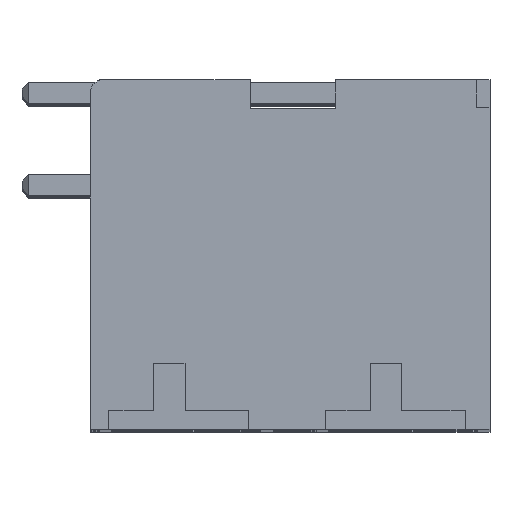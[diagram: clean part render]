
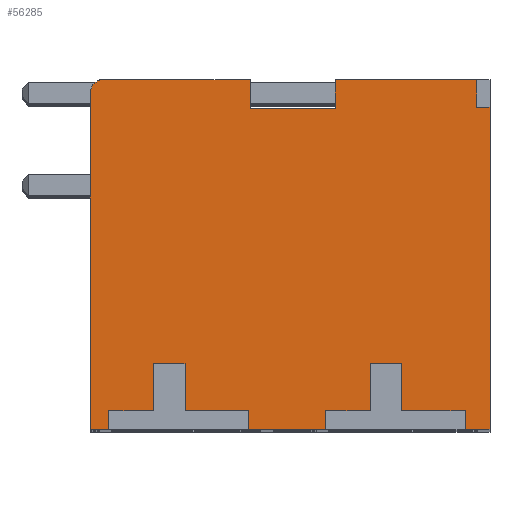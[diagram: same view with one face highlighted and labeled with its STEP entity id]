
A CAD part, top view. The second image highlights one B-rep face of the part: STEP entity #56285.
In plain terms, the highlighted planar face has unit normal (0, 0, 1).
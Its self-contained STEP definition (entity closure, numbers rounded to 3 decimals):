
#14850=DIRECTION('',(-1.,0.,0.));
#14851=VECTOR('',#14850,5.39);
#14852=CARTESIAN_POINT('',(11.703,13.3,33.7));
#14853=LINE('',#14852,#14851);
#15066=DIRECTION('',(0.,-1.,0.));
#15067=VECTOR('',#15066,1.092);
#15068=CARTESIAN_POINT('',(6.313,13.3,33.7));
#15069=LINE('',#15068,#15067);
#15182=DIRECTION('',(0.,1.,0.));
#15183=VECTOR('',#15182,1.092);
#15184=CARTESIAN_POINT('',(3.074,12.208,33.7));
#15185=LINE('',#15184,#15183);
#15734=DIRECTION('',(-1.,0.,0.));
#15735=VECTOR('',#15734,5.716);
#15736=CARTESIAN_POINT('',(3.074,13.3,33.7));
#15737=LINE('',#15736,#15735);
#16170=DIRECTION('',(0.,-1.,0.));
#16171=VECTOR('',#16170,0.02);
#16172=CARTESIAN_POINT('',(-2.641,13.3,33.7));
#16173=LINE('',#16172,#16171);
#19228=DIRECTION('',(-1.,0.,0.));
#19229=VECTOR('',#19228,3.238);
#19230=CARTESIAN_POINT('',(6.313,12.208,33.7));
#19231=LINE('',#19230,#19229);
#19232=DIRECTION('',(0.,1.,0.));
#19233=VECTOR('',#19232,0.7);
#19234=CARTESIAN_POINT('',(11.25,0.,33.7));
#19235=LINE('',#19234,#19233);
#19236=DIRECTION('',(1.,0.,0.));
#19237=VECTOR('',#19236,2.4);
#19238=CARTESIAN_POINT('',(8.85,0.7,33.7));
#19239=LINE('',#19238,#19237);
#19240=DIRECTION('',(0.,-1.,0.));
#19241=VECTOR('',#19240,1.8);
#19242=CARTESIAN_POINT('',(8.85,2.5,33.7));
#19243=LINE('',#19242,#19241);
#19244=DIRECTION('',(1.,0.,0.));
#19245=VECTOR('',#19244,1.2);
#19246=CARTESIAN_POINT('',(7.65,2.5,33.7));
#19247=LINE('',#19246,#19245);
#19248=DIRECTION('',(0.,1.,0.));
#19249=VECTOR('',#19248,1.8);
#19250=CARTESIAN_POINT('',(7.65,0.7,33.7));
#19251=LINE('',#19250,#19249);
#19252=DIRECTION('',(1.,0.,0.));
#19253=VECTOR('',#19252,1.7);
#19254=CARTESIAN_POINT('',(5.95,0.7,33.7));
#19255=LINE('',#19254,#19253);
#19256=DIRECTION('',(0.,1.,0.));
#19257=VECTOR('',#19256,0.7);
#19258=CARTESIAN_POINT('',(5.95,0.,33.7));
#19259=LINE('',#19258,#19257);
#19260=DIRECTION('',(-1.,0.,0.));
#19261=VECTOR('',#19260,2.95);
#19262=CARTESIAN_POINT('',(5.95,0.,33.7));
#19263=LINE('',#19262,#19261);
#19264=DIRECTION('',(0.,1.,0.));
#19265=VECTOR('',#19264,0.7);
#19266=CARTESIAN_POINT('',(3.,0.,33.7));
#19267=LINE('',#19266,#19265);
#19268=DIRECTION('',(1.,0.,0.));
#19269=VECTOR('',#19268,2.4);
#19270=CARTESIAN_POINT('',(0.6,0.7,33.7));
#19271=LINE('',#19270,#19269);
#19272=DIRECTION('',(0.,-1.,0.));
#19273=VECTOR('',#19272,1.8);
#19274=CARTESIAN_POINT('',(0.6,2.5,33.7));
#19275=LINE('',#19274,#19273);
#19276=DIRECTION('',(1.,0.,0.));
#19277=VECTOR('',#19276,1.2);
#19278=CARTESIAN_POINT('',(-0.6,2.5,33.7));
#19279=LINE('',#19278,#19277);
#19280=DIRECTION('',(0.,1.,0.));
#19281=VECTOR('',#19280,1.8);
#19282=CARTESIAN_POINT('',(-0.6,0.7,33.7));
#19283=LINE('',#19282,#19281);
#19284=DIRECTION('',(1.,0.,0.));
#19285=VECTOR('',#19284,1.7);
#19286=CARTESIAN_POINT('',(-2.3,0.7,33.7));
#19287=LINE('',#19286,#19285);
#19288=DIRECTION('',(0.,1.,0.));
#19289=VECTOR('',#19288,0.7);
#19290=CARTESIAN_POINT('',(-2.3,0.,33.7));
#19291=LINE('',#19290,#19289);
#19292=DIRECTION('',(-1.,0.,0.));
#19293=VECTOR('',#19292,0.7);
#19294=CARTESIAN_POINT('',(-2.3,0.,33.7));
#19295=LINE('',#19294,#19293);
#19296=DIRECTION('',(0.,1.,0.));
#19297=VECTOR('',#19296,12.8);
#19298=CARTESIAN_POINT('',(-3.,0.,33.7));
#19299=LINE('',#19298,#19297);
#19300=CARTESIAN_POINT('',(-2.5,12.8,33.7));
#19301=DIRECTION('',(0.,0.,-1.));
#19302=DIRECTION('',(-1.,0.,0.));
#19303=AXIS2_PLACEMENT_3D('',#19300,#19301,#19302);
#19305=DIRECTION('',(0.,-1.,0.));
#19306=VECTOR('',#19305,12.25);
#19307=CARTESIAN_POINT('',(12.2,12.25,33.7));
#19308=LINE('',#19307,#19306);
#19309=DIRECTION('',(-1.,0.,0.));
#19310=VECTOR('',#19309,0.95);
#19311=CARTESIAN_POINT('',(12.2,0.,33.7));
#19312=LINE('',#19311,#19310);
#19472=DIRECTION('',(0.,1.,0.));
#19473=VECTOR('',#19472,1.05);
#19474=CARTESIAN_POINT('',(11.703,12.25,33.7));
#19475=LINE('',#19474,#19473);
#19488=DIRECTION('',(-1.,0.,0.));
#19489=VECTOR('',#19488,0.497);
#19490=CARTESIAN_POINT('',(12.2,12.25,33.7));
#19491=LINE('',#19490,#19489);
#21136=CARTESIAN_POINT('',(-3.,0.,33.7));
#21137=VERTEX_POINT('',#21136);
#21218=CARTESIAN_POINT('',(12.2,12.25,33.7));
#21219=CARTESIAN_POINT('',(12.2,0.,33.7));
#21220=VERTEX_POINT('',#21218);
#21221=VERTEX_POINT('',#21219);
#21228=CARTESIAN_POINT('',(11.703,13.3,33.7));
#21229=VERTEX_POINT('',#21228);
#21230=CARTESIAN_POINT('',(6.313,13.3,33.7));
#21231=VERTEX_POINT('',#21230);
#21232=CARTESIAN_POINT('',(6.313,12.208,33.7));
#21233=VERTEX_POINT('',#21232);
#21242=CARTESIAN_POINT('',(3.074,12.208,33.7));
#21243=CARTESIAN_POINT('',(3.074,13.3,33.7));
#21244=VERTEX_POINT('',#21242);
#21245=VERTEX_POINT('',#21243);
#21254=CARTESIAN_POINT('',(-2.641,13.3,33.7));
#21255=VERTEX_POINT('',#21254);
#21256=CARTESIAN_POINT('',(-2.641,13.28,33.7));
#21257=VERTEX_POINT('',#21256);
#21286=CARTESIAN_POINT('',(-3.,12.8,33.7));
#21287=VERTEX_POINT('',#21286);
#21288=CARTESIAN_POINT('',(11.703,12.25,33.7));
#21289=VERTEX_POINT('',#21288);
#21532=CARTESIAN_POINT('',(11.25,0.7,33.7));
#21533=VERTEX_POINT('',#21532);
#21534=CARTESIAN_POINT('',(11.25,0.,33.7));
#21535=VERTEX_POINT('',#21534);
#21536=CARTESIAN_POINT('',(5.95,0.,33.7));
#21537=VERTEX_POINT('',#21536);
#21538=CARTESIAN_POINT('',(5.95,0.7,33.7));
#21539=VERTEX_POINT('',#21538);
#21540=CARTESIAN_POINT('',(7.65,0.7,33.7));
#21541=VERTEX_POINT('',#21540);
#21542=CARTESIAN_POINT('',(7.65,2.5,33.7));
#21543=VERTEX_POINT('',#21542);
#21544=CARTESIAN_POINT('',(8.85,2.5,33.7));
#21545=VERTEX_POINT('',#21544);
#21546=CARTESIAN_POINT('',(8.85,0.7,33.7));
#21547=VERTEX_POINT('',#21546);
#21548=CARTESIAN_POINT('',(3.,0.,33.7));
#21549=VERTEX_POINT('',#21548);
#21550=CARTESIAN_POINT('',(-2.3,0.,33.7));
#21551=VERTEX_POINT('',#21550);
#21552=CARTESIAN_POINT('',(-2.3,0.7,33.7));
#21553=VERTEX_POINT('',#21552);
#21554=CARTESIAN_POINT('',(-0.6,0.7,33.7));
#21555=VERTEX_POINT('',#21554);
#21556=CARTESIAN_POINT('',(-0.6,2.5,33.7));
#21557=VERTEX_POINT('',#21556);
#21558=CARTESIAN_POINT('',(0.6,2.5,33.7));
#21559=VERTEX_POINT('',#21558);
#21560=CARTESIAN_POINT('',(0.6,0.7,33.7));
#21561=VERTEX_POINT('',#21560);
#21562=CARTESIAN_POINT('',(3.,0.7,33.7));
#21563=VERTEX_POINT('',#21562);
#56232=CARTESIAN_POINT('',(0.,0.,33.7));
#56233=DIRECTION('',(0.,0.,1.));
#56234=DIRECTION('',(1.,0.,0.));
#56235=AXIS2_PLACEMENT_3D('',#56232,#56233,#56234);
#56236=PLANE('',#56235);
#56238=ORIENTED_EDGE('',*,*,#56237,.T.);
#56240=ORIENTED_EDGE('',*,*,#56239,.F.);
#56242=ORIENTED_EDGE('',*,*,#56241,.F.);
#56244=ORIENTED_EDGE('',*,*,#56243,.F.);
#56246=ORIENTED_EDGE('',*,*,#56245,.F.);
#56248=ORIENTED_EDGE('',*,*,#56247,.F.);
#56250=ORIENTED_EDGE('',*,*,#56249,.F.);
#56251=ORIENTED_EDGE('',*,*,#27943,.T.);
#56253=ORIENTED_EDGE('',*,*,#56252,.T.);
#56255=ORIENTED_EDGE('',*,*,#56254,.F.);
#56257=ORIENTED_EDGE('',*,*,#56256,.F.);
#56259=ORIENTED_EDGE('',*,*,#56258,.F.);
#56261=ORIENTED_EDGE('',*,*,#56260,.F.);
#56263=ORIENTED_EDGE('',*,*,#56262,.F.);
#56265=ORIENTED_EDGE('',*,*,#56264,.F.);
#56266=ORIENTED_EDGE('',*,*,#27935,.T.);
#56268=ORIENTED_EDGE('',*,*,#56267,.T.);
#56270=ORIENTED_EDGE('',*,*,#56269,.T.);
#56271=ORIENTED_EDGE('',*,*,#50633,.F.);
#56272=ORIENTED_EDGE('',*,*,#50603,.F.);
#56273=ORIENTED_EDGE('',*,*,#49528,.F.);
#56274=ORIENTED_EDGE('',*,*,#56227,.F.);
#56275=ORIENTED_EDGE('',*,*,#49276,.F.);
#56276=ORIENTED_EDGE('',*,*,#49261,.F.);
#56278=ORIENTED_EDGE('',*,*,#56277,.F.);
#56280=ORIENTED_EDGE('',*,*,#56279,.F.);
#56281=ORIENTED_EDGE('',*,*,#48994,.T.);
#56282=ORIENTED_EDGE('',*,*,#27951,.T.);
#56283=EDGE_LOOP('',(#56238,#56240,#56242,#56244,#56246,#56248,#56250,#56251,
#56253,#56255,#56257,#56259,#56261,#56263,#56265,#56266,#56268,#56270,#56271,
#56272,#56273,#56274,#56275,#56276,#56278,#56280,#56281,#56282));
#56284=FACE_OUTER_BOUND('',#56283,.F.);
#19304=CIRCLE('',#19303,0.5);
#27935=EDGE_CURVE('',#21551,#21137,#19295,.T.);
#27943=EDGE_CURVE('',#21537,#21549,#19263,.T.);
#27951=EDGE_CURVE('',#21221,#21535,#19312,.T.);
#48994=EDGE_CURVE('',#21220,#21221,#19308,.T.);
#49261=EDGE_CURVE('',#21229,#21231,#14853,.T.);
#49276=EDGE_CURVE('',#21231,#21233,#15069,.T.);
#49528=EDGE_CURVE('',#21244,#21245,#15185,.T.);
#50603=EDGE_CURVE('',#21245,#21255,#15737,.T.);
#50633=EDGE_CURVE('',#21255,#21257,#16173,.T.);
#56227=EDGE_CURVE('',#21233,#21244,#19231,.T.);
#56237=EDGE_CURVE('',#21535,#21533,#19235,.T.);
#56239=EDGE_CURVE('',#21547,#21533,#19239,.T.);
#56241=EDGE_CURVE('',#21545,#21547,#19243,.T.);
#56243=EDGE_CURVE('',#21543,#21545,#19247,.T.);
#56245=EDGE_CURVE('',#21541,#21543,#19251,.T.);
#56247=EDGE_CURVE('',#21539,#21541,#19255,.T.);
#56249=EDGE_CURVE('',#21537,#21539,#19259,.T.);
#56252=EDGE_CURVE('',#21549,#21563,#19267,.T.);
#56254=EDGE_CURVE('',#21561,#21563,#19271,.T.);
#56256=EDGE_CURVE('',#21559,#21561,#19275,.T.);
#56258=EDGE_CURVE('',#21557,#21559,#19279,.T.);
#56260=EDGE_CURVE('',#21555,#21557,#19283,.T.);
#56262=EDGE_CURVE('',#21553,#21555,#19287,.T.);
#56264=EDGE_CURVE('',#21551,#21553,#19291,.T.);
#56267=EDGE_CURVE('',#21137,#21287,#19299,.T.);
#56269=EDGE_CURVE('',#21287,#21257,#19304,.T.);
#56277=EDGE_CURVE('',#21289,#21229,#19475,.T.);
#56279=EDGE_CURVE('',#21220,#21289,#19491,.T.);
#56285=ADVANCED_FACE('',(#56284),#56236,.T.);
